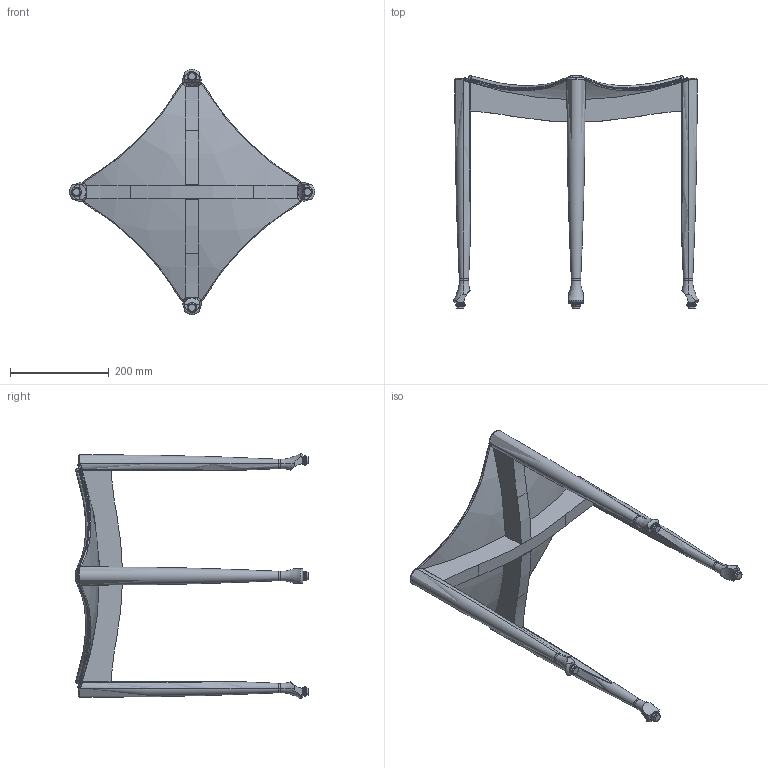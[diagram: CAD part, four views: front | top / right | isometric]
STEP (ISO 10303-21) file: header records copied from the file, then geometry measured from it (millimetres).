
FILE_DESCRIPTION (( 'STEP AP214' ), '1' );
FILE_NAME ('MI-504-00-F060623-GAULINO STOOL.STEP', '2024-06-10T14:09:16', ( '' ), ( '' ), 'SwSTEP 2.0', 'SolidWorks 2022', '' );
FILE_SCHEMA (( 'AUTOMOTIVE_DESIGN' ));
Length unit declared in the file: millimetre
Products named in the file (10): QC-BASE SILENCER SLIM; MI-504-01-03-F180923-TRAVESAÑO INFERIOR; MI-504-00-F060623-GAULINO STOOL; MI-504-01-06-F060623-CUERO ASIENTO; QC-GLIDER ULTRASOFT SLIM; Contera; QC-GLIDER SYNO SLIM; MI-504-01-01-F060623-PATA TABURETE; ABC-SPAX PAN HEAD; MI-504-01-02-F180923-TRAVESAÑO SUPERIOR
Assembly tree (15 placements, depth 3):
  MI-504-00-F060623-GAULINO STOOL
    MI-504-01-01-F060623-PATA TABURETE  x4
    MI-504-01-03-F180923-TRAVESAÑO INFERIOR
    MI-504-01-02-F180923-TRAVESAÑO SUPERIOR
    Contera  x4
      QC-BASE SILENCER SLIM
      QC-GLIDER ULTRASOFT SLIM
      ABC-SPAX PAN HEAD
      QC-GLIDER SYNO SLIM
    MI-504-01-06-F060623-CUERO ASIENTO
Bounding box: 496.21 x 470.28 x 496.21 mm (x, y, z)
Volume: 3636118.2 mm3; surface area: 553231.7 mm2
Topology: 23 solids, 23 shells, 526 faces, 1158 edges, 738 vertices
Faces by surface type: bspline 182, cylinder 144, plane 118, torus 44, sphere 22, cone 16
Entity records: 18841 total; most frequent: CARTESIAN_POINT 12841, ORIENTED_EDGE 1322, DIRECTION 898, EDGE_CURVE 661, AXIS2_PLACEMENT_3D 398, VERTEX_POINT 396, B_SPLINE_CURVE_WITH_KNOTS 347, EDGE_LOOP 323
